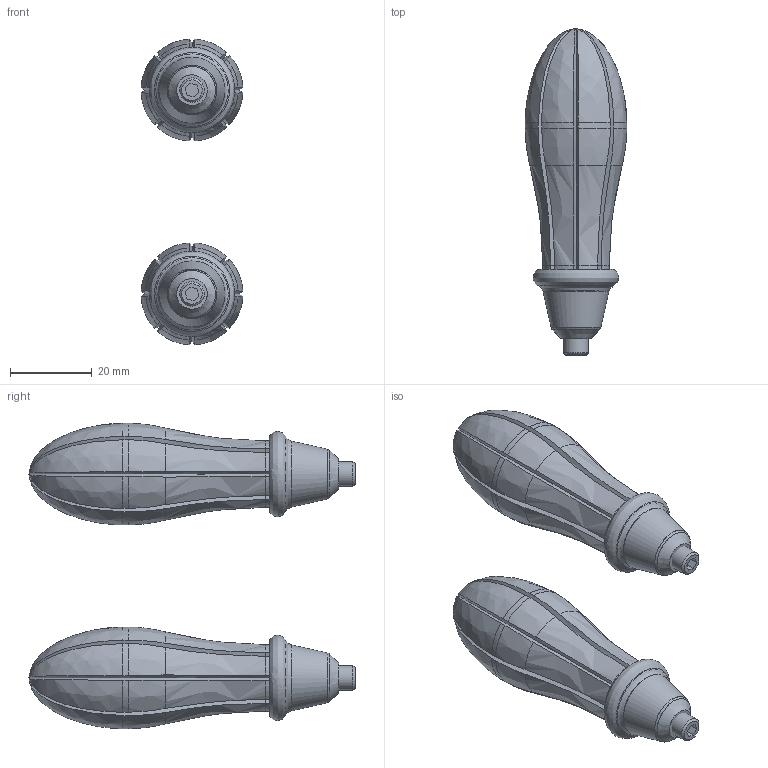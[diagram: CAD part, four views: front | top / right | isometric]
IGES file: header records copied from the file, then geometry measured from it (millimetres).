
Global section: file name: V260-GB; native system: Autodesk Inventor 2018; preprocessor: unknown; author: PBiran; date: 20190711.122425; units: millimetre
Bounding box: 24.97 x 80 x 74.97 mm (x, y, z)
Volume: 47169.4 mm3; surface area: 16544.6 mm2
Topology: 8 solids, 8 shells, 240 faces, 662 edges, 452 vertices
Faces by surface type: bspline 240
